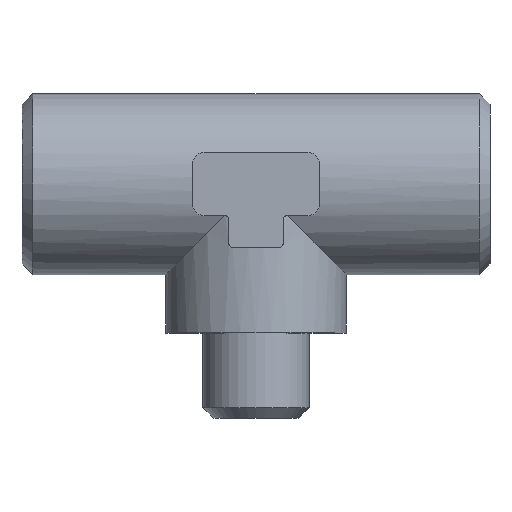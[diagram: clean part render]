
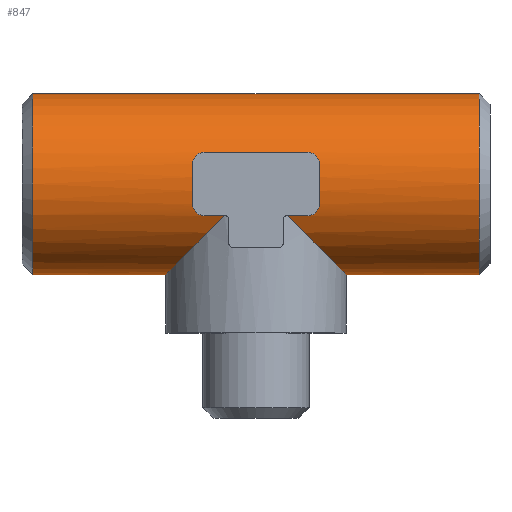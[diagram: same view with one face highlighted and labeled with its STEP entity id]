
A CAD part, top view. The second image highlights one B-rep face of the part: STEP entity #847.
In plain terms, the highlighted cylindrical face has radius 4.25 mm (diameter 8.5 mm), a full revolution.
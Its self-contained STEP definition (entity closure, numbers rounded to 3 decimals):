
#25=ELLIPSE('',#921,6.01,4.25);
#26=ELLIPSE('',#924,6.01,4.25);
#63=LINE('',#1336,#121);
#64=LINE('',#1350,#122);
#65=LINE('',#1364,#123);
#66=LINE('',#1368,#124);
#67=LINE('',#1382,#125);
#68=LINE('',#1396,#126);
#121=VECTOR('',#1050,1000.);
#122=VECTOR('',#1053,1000.);
#123=VECTOR('',#1056,1000.);
#124=VECTOR('',#1059,1000.);
#125=VECTOR('',#1062,1000.);
#126=VECTOR('',#1065,1000.);
#172=B_SPLINE_CURVE_WITH_KNOTS('',3,(#1338,#1339,#1340,#1341),
 .UNSPECIFIED.,.F.,.F.,(4,4),(0.,0.001),.UNSPECIFIED.);
#173=B_SPLINE_CURVE_WITH_KNOTS('',3,(#1345,#1346,#1347,#1348),
 .UNSPECIFIED.,.F.,.F.,(4,4),(0.,0.001),
 .UNSPECIFIED.);
#174=B_SPLINE_CURVE_WITH_KNOTS('',3,(#1352,#1353,#1354,#1355),
 .UNSPECIFIED.,.F.,.F.,(4,4),(0.,0.001),.UNSPECIFIED.);
#175=B_SPLINE_CURVE_WITH_KNOTS('',3,(#1359,#1360,#1361,#1362),
 .UNSPECIFIED.,.F.,.F.,(4,4),(0.,0.001),.UNSPECIFIED.);
#176=B_SPLINE_CURVE_WITH_KNOTS('',3,(#1370,#1371,#1372,#1373),
 .UNSPECIFIED.,.F.,.F.,(4,4),(0.,0.001),.UNSPECIFIED.);
#177=B_SPLINE_CURVE_WITH_KNOTS('',3,(#1377,#1378,#1379,#1380),
 .UNSPECIFIED.,.F.,.F.,(4,4),(0.,0.001),
 .UNSPECIFIED.);
#178=B_SPLINE_CURVE_WITH_KNOTS('',3,(#1384,#1385,#1386,#1387),
 .UNSPECIFIED.,.F.,.F.,(4,4),(0.,0.001),.UNSPECIFIED.);
#179=B_SPLINE_CURVE_WITH_KNOTS('',3,(#1391,#1392,#1393,#1394),
 .UNSPECIFIED.,.F.,.F.,(4,4),(0.,0.001),
 .UNSPECIFIED.);
#211=ORIENTED_EDGE('',*,*,#447,.F.);
#212=ORIENTED_EDGE('',*,*,#448,.T.);
#213=ORIENTED_EDGE('',*,*,#449,.F.);
#214=ORIENTED_EDGE('',*,*,#450,.T.);
#215=ORIENTED_EDGE('',*,*,#451,.T.);
#216=ORIENTED_EDGE('',*,*,#452,.T.);
#217=ORIENTED_EDGE('',*,*,#453,.T.);
#218=ORIENTED_EDGE('',*,*,#454,.T.);
#219=ORIENTED_EDGE('',*,*,#455,.T.);
#220=ORIENTED_EDGE('',*,*,#456,.T.);
#221=ORIENTED_EDGE('',*,*,#457,.T.);
#222=ORIENTED_EDGE('',*,*,#458,.T.);
#223=ORIENTED_EDGE('',*,*,#459,.F.);
#224=ORIENTED_EDGE('',*,*,#460,.T.);
#225=ORIENTED_EDGE('',*,*,#461,.T.);
#226=ORIENTED_EDGE('',*,*,#462,.T.);
#227=ORIENTED_EDGE('',*,*,#463,.T.);
#228=ORIENTED_EDGE('',*,*,#464,.T.);
#229=ORIENTED_EDGE('',*,*,#465,.T.);
#230=ORIENTED_EDGE('',*,*,#466,.T.);
#231=ORIENTED_EDGE('',*,*,#467,.T.);
#232=ORIENTED_EDGE('',*,*,#468,.T.);
#447=EDGE_CURVE('',#563,#563,#636,.T.);
#448=EDGE_CURVE('',#564,#564,#637,.T.);
#449=EDGE_CURVE('',#565,#566,#25,.T.);
#450=EDGE_CURVE('',#565,#567,#63,.F.);
#451=EDGE_CURVE('',#567,#568,#172,.T.);
#452=EDGE_CURVE('',#568,#569,#638,.F.);
#453=EDGE_CURVE('',#569,#570,#173,.T.);
#454=EDGE_CURVE('',#570,#571,#64,.T.);
#455=EDGE_CURVE('',#571,#572,#174,.T.);
#456=EDGE_CURVE('',#572,#573,#639,.F.);
#457=EDGE_CURVE('',#573,#574,#175,.T.);
#458=EDGE_CURVE('',#574,#575,#65,.F.);
#459=EDGE_CURVE('',#576,#575,#26,.F.);
#460=EDGE_CURVE('',#576,#577,#66,.T.);
#461=EDGE_CURVE('',#577,#578,#176,.T.);
#462=EDGE_CURVE('',#578,#579,#640,.F.);
#463=EDGE_CURVE('',#579,#580,#177,.T.);
#464=EDGE_CURVE('',#580,#581,#67,.F.);
#465=EDGE_CURVE('',#581,#582,#178,.T.);
#466=EDGE_CURVE('',#582,#583,#641,.F.);
#467=EDGE_CURVE('',#583,#584,#179,.T.);
#468=EDGE_CURVE('',#584,#566,#68,.T.);
#563=VERTEX_POINT('',#1330);
#564=VERTEX_POINT('',#1332);
#565=VERTEX_POINT('',#1334);
#566=VERTEX_POINT('',#1335);
#567=VERTEX_POINT('',#1337);
#568=VERTEX_POINT('',#1342);
#569=VERTEX_POINT('',#1344);
#570=VERTEX_POINT('',#1349);
#571=VERTEX_POINT('',#1351);
#572=VERTEX_POINT('',#1356);
#573=VERTEX_POINT('',#1358);
#574=VERTEX_POINT('',#1363);
#575=VERTEX_POINT('',#1365);
#576=VERTEX_POINT('',#1367);
#577=VERTEX_POINT('',#1369);
#578=VERTEX_POINT('',#1374);
#579=VERTEX_POINT('',#1376);
#580=VERTEX_POINT('',#1381);
#581=VERTEX_POINT('',#1383);
#582=VERTEX_POINT('',#1388);
#583=VERTEX_POINT('',#1390);
#584=VERTEX_POINT('',#1395);
#636=CIRCLE('',#919,4.25);
#637=CIRCLE('',#920,4.25);
#638=CIRCLE('',#922,4.25);
#639=CIRCLE('',#923,4.25);
#640=CIRCLE('',#925,4.25);
#641=CIRCLE('',#926,4.25);
#682=EDGE_LOOP('',(#211));
#683=EDGE_LOOP('',(#212));
#684=EDGE_LOOP('',(#213,#214,#215,#216,#217,#218,#219,#220,#221,#222,#223,
#224,#225,#226,#227,#228,#229,#230,#231,#232));
#754=FACE_BOUND('',#682,.T.);
#755=FACE_BOUND('',#683,.T.);
#756=FACE_BOUND('',#684,.T.);
#822=CYLINDRICAL_SURFACE('',#918,4.25);
#847=ADVANCED_FACE('',(#754,#755,#756),#822,.T.);
#918=AXIS2_PLACEMENT_3D('',#1328,#1042,#1043);
#919=AXIS2_PLACEMENT_3D('',#1329,#1044,#1045);
#920=AXIS2_PLACEMENT_3D('',#1331,#1046,#1047);
#921=AXIS2_PLACEMENT_3D('',#1333,#1048,#1049);
#922=AXIS2_PLACEMENT_3D('',#1343,#1051,#1052);
#923=AXIS2_PLACEMENT_3D('',#1357,#1054,#1055);
#924=AXIS2_PLACEMENT_3D('',#1366,#1057,#1058);
#925=AXIS2_PLACEMENT_3D('',#1375,#1060,#1061);
#926=AXIS2_PLACEMENT_3D('',#1389,#1063,#1064);
#1042=DIRECTION('',(1.,0.,0.));
#1043=DIRECTION('',(0.,0.,-1.));
#1044=DIRECTION('',(1.,0.,0.));
#1045=DIRECTION('',(0.,0.,-1.));
#1046=DIRECTION('',(1.,0.,0.));
#1047=DIRECTION('',(0.,0.,-1.));
#1048=DIRECTION('',(0.707,-0.707,0.));
#1049=DIRECTION('',(0.707,0.707,0.));
#1050=DIRECTION('',(1.,0.,0.));
#1051=DIRECTION('',(1.,0.,0.));
#1052=DIRECTION('',(0.,0.,-1.));
#1053=DIRECTION('',(1.,0.,0.));
#1054=DIRECTION('',(-1.,0.,0.));
#1055=DIRECTION('',(0.,0.,1.));
#1056=DIRECTION('',(1.,0.,0.));
#1057=DIRECTION('',(0.707,0.707,0.));
#1058=DIRECTION('',(0.707,-0.707,0.));
#1059=DIRECTION('',(1.,0.,0.));
#1060=DIRECTION('',(-1.,0.,0.));
#1061=DIRECTION('',(0.,0.,1.));
#1062=DIRECTION('',(1.,0.,0.));
#1063=DIRECTION('',(1.,0.,0.));
#1064=DIRECTION('',(0.,0.,-1.));
#1065=DIRECTION('',(1.,0.,0.));
#1328=CARTESIAN_POINT('',(11.,0.,0.));
#1329=CARTESIAN_POINT('',(10.5,0.,0.));
#1330=CARTESIAN_POINT('',(10.5,0.,-4.25));
#1331=CARTESIAN_POINT('',(-10.5,0.,0.));
#1332=CARTESIAN_POINT('',(-10.5,0.,-4.25));
#1333=CARTESIAN_POINT('',(0.,0.,0.));
#1334=CARTESIAN_POINT('',(-1.488,-1.488,3.981));
#1335=CARTESIAN_POINT('',(-1.488,-1.488,-3.981));
#1336=CARTESIAN_POINT('',(11.,-1.488,3.981));
#1337=CARTESIAN_POINT('',(-2.444,-1.488,3.981));
#1338=CARTESIAN_POINT('',(-2.444,-1.488,3.981));
#1339=CARTESIAN_POINT('',(-2.73,-1.488,3.981));
#1340=CARTESIAN_POINT('',(-2.975,-1.235,4.077));
#1341=CARTESIAN_POINT('',(-2.975,-0.956,4.141));
#1342=CARTESIAN_POINT('',(-2.975,-0.956,4.141));
#1343=CARTESIAN_POINT('',(-2.975,0.,0.));
#1344=CARTESIAN_POINT('',(-2.975,0.956,4.141));
#1345=CARTESIAN_POINT('',(-2.975,0.956,4.141));
#1346=CARTESIAN_POINT('',(-2.975,1.235,4.077));
#1347=CARTESIAN_POINT('',(-2.731,1.488,3.981));
#1348=CARTESIAN_POINT('',(-2.444,1.488,3.981));
#1349=CARTESIAN_POINT('',(-2.444,1.488,3.981));
#1350=CARTESIAN_POINT('',(11.,1.488,3.981));
#1351=CARTESIAN_POINT('',(2.444,1.488,3.981));
#1352=CARTESIAN_POINT('',(2.444,1.488,3.981));
#1353=CARTESIAN_POINT('',(2.73,1.488,3.981));
#1354=CARTESIAN_POINT('',(2.975,1.235,4.077));
#1355=CARTESIAN_POINT('',(2.975,0.956,4.141));
#1356=CARTESIAN_POINT('',(2.975,0.956,4.141));
#1357=CARTESIAN_POINT('',(2.975,0.,0.));
#1358=CARTESIAN_POINT('',(2.975,-0.956,4.141));
#1359=CARTESIAN_POINT('',(2.975,-0.956,4.141));
#1360=CARTESIAN_POINT('',(2.975,-1.235,4.077));
#1361=CARTESIAN_POINT('',(2.731,-1.488,3.981));
#1362=CARTESIAN_POINT('',(2.444,-1.488,3.981));
#1363=CARTESIAN_POINT('',(2.444,-1.488,3.981));
#1364=CARTESIAN_POINT('',(11.,-1.488,3.981));
#1365=CARTESIAN_POINT('',(1.488,-1.488,3.981));
#1366=CARTESIAN_POINT('',(0.,0.,0.));
#1367=CARTESIAN_POINT('',(1.488,-1.488,-3.981));
#1368=CARTESIAN_POINT('',(11.,-1.488,-3.981));
#1369=CARTESIAN_POINT('',(2.444,-1.488,-3.981));
#1370=CARTESIAN_POINT('',(2.444,-1.488,-3.981));
#1371=CARTESIAN_POINT('',(2.73,-1.488,-3.981));
#1372=CARTESIAN_POINT('',(2.975,-1.235,-4.077));
#1373=CARTESIAN_POINT('',(2.975,-0.956,-4.141));
#1374=CARTESIAN_POINT('',(2.975,-0.956,-4.141));
#1375=CARTESIAN_POINT('',(2.975,0.,0.));
#1376=CARTESIAN_POINT('',(2.975,0.956,-4.141));
#1377=CARTESIAN_POINT('',(2.975,0.956,-4.141));
#1378=CARTESIAN_POINT('',(2.975,1.235,-4.077));
#1379=CARTESIAN_POINT('',(2.731,1.488,-3.981));
#1380=CARTESIAN_POINT('',(2.444,1.488,-3.981));
#1381=CARTESIAN_POINT('',(2.444,1.488,-3.981));
#1382=CARTESIAN_POINT('',(11.,1.488,-3.981));
#1383=CARTESIAN_POINT('',(-2.444,1.488,-3.981));
#1384=CARTESIAN_POINT('',(-2.444,1.488,-3.981));
#1385=CARTESIAN_POINT('',(-2.73,1.488,-3.981));
#1386=CARTESIAN_POINT('',(-2.975,1.235,-4.077));
#1387=CARTESIAN_POINT('',(-2.975,0.956,-4.141));
#1388=CARTESIAN_POINT('',(-2.975,0.956,-4.141));
#1389=CARTESIAN_POINT('',(-2.975,0.,0.));
#1390=CARTESIAN_POINT('',(-2.975,-0.956,-4.141));
#1391=CARTESIAN_POINT('',(-2.975,-0.956,-4.141));
#1392=CARTESIAN_POINT('',(-2.975,-1.235,-4.077));
#1393=CARTESIAN_POINT('',(-2.731,-1.488,-3.981));
#1394=CARTESIAN_POINT('',(-2.444,-1.488,-3.981));
#1395=CARTESIAN_POINT('',(-2.444,-1.488,-3.981));
#1396=CARTESIAN_POINT('',(11.,-1.488,-3.981));
